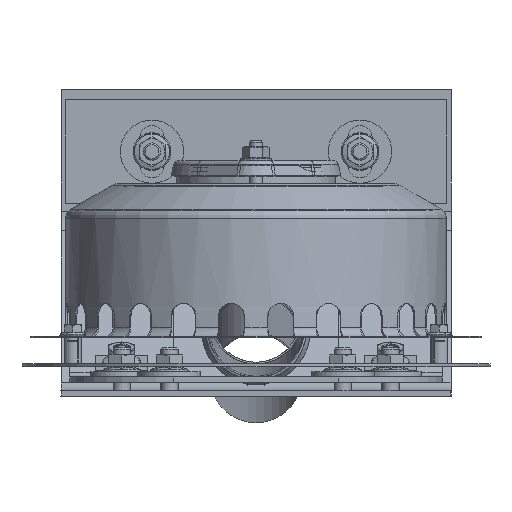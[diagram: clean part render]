
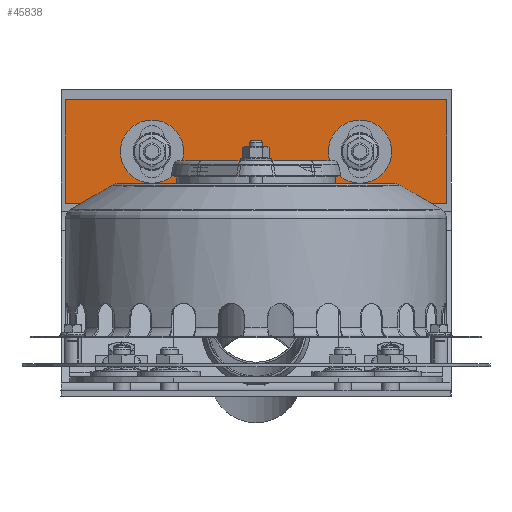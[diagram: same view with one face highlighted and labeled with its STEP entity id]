
A CAD part, left-side view. The second image highlights one B-rep face of the part: STEP entity #45838.
In plain terms, the highlighted planar face has unit normal (-1, 0, 0).
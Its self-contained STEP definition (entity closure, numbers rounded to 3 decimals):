
#815=FACE_BOUND('',#9115,.T.);
#816=FACE_BOUND('',#9116,.T.);
#1879=CIRCLE('',#48782,7.);
#1880=CIRCLE('',#48783,7.);
#1881=CIRCLE('',#48784,7.);
#1882=CIRCLE('',#48785,7.);
#3903=PLANE('',#48781);
#6081=FACE_OUTER_BOUND('',#9114,.T.);
#9114=EDGE_LOOP('',(#42460,#42461,#42462,#42463));
#9115=EDGE_LOOP('',(#42464,#42465,#42466,#42467));
#9116=EDGE_LOOP('',(#42468,#42469,#42470,#42471));
#14216=LINE('',#77397,#19278);
#14217=LINE('',#77399,#19279);
#14218=LINE('',#77401,#19280);
#14219=LINE('',#77402,#19281);
#14220=LINE('',#77405,#19282);
#14221=LINE('',#77409,#19283);
#14222=LINE('',#77413,#19284);
#14223=LINE('',#77417,#19285);
#19278=VECTOR('',#59297,1.);
#19279=VECTOR('',#59298,1.);
#19280=VECTOR('',#59299,1.);
#19281=VECTOR('',#59300,1.);
#19282=VECTOR('',#59301,1.);
#19283=VECTOR('',#59304,1.);
#19284=VECTOR('',#59307,1.);
#19285=VECTOR('',#59310,1.);
#23926=VERTEX_POINT('',#77395);
#23927=VERTEX_POINT('',#77396);
#23928=VERTEX_POINT('',#77398);
#23929=VERTEX_POINT('',#77400);
#23930=VERTEX_POINT('',#77403);
#23931=VERTEX_POINT('',#77404);
#23932=VERTEX_POINT('',#77406);
#23933=VERTEX_POINT('',#77408);
#23934=VERTEX_POINT('',#77411);
#23935=VERTEX_POINT('',#77412);
#23936=VERTEX_POINT('',#77414);
#23937=VERTEX_POINT('',#77416);
#30165=EDGE_CURVE('',#23926,#23927,#14216,.T.);
#30166=EDGE_CURVE('',#23928,#23926,#14217,.T.);
#30167=EDGE_CURVE('',#23929,#23928,#14218,.T.);
#30168=EDGE_CURVE('',#23927,#23929,#14219,.T.);
#30169=EDGE_CURVE('',#23930,#23931,#14220,.T.);
#30170=EDGE_CURVE('',#23932,#23930,#1879,.T.);
#30171=EDGE_CURVE('',#23933,#23932,#14221,.T.);
#30172=EDGE_CURVE('',#23931,#23933,#1880,.T.);
#30173=EDGE_CURVE('',#23934,#23935,#14222,.T.);
#30174=EDGE_CURVE('',#23936,#23934,#1881,.T.);
#30175=EDGE_CURVE('',#23937,#23936,#14223,.T.);
#30176=EDGE_CURVE('',#23935,#23937,#1882,.T.);
#42460=ORIENTED_EDGE('',*,*,#30165,.F.);
#42461=ORIENTED_EDGE('',*,*,#30166,.F.);
#42462=ORIENTED_EDGE('',*,*,#30167,.F.);
#42463=ORIENTED_EDGE('',*,*,#30168,.F.);
#42464=ORIENTED_EDGE('',*,*,#30169,.F.);
#42465=ORIENTED_EDGE('',*,*,#30170,.F.);
#42466=ORIENTED_EDGE('',*,*,#30171,.F.);
#42467=ORIENTED_EDGE('',*,*,#30172,.F.);
#42468=ORIENTED_EDGE('',*,*,#30173,.F.);
#42469=ORIENTED_EDGE('',*,*,#30174,.F.);
#42470=ORIENTED_EDGE('',*,*,#30175,.F.);
#42471=ORIENTED_EDGE('',*,*,#30176,.F.);
#45838=ADVANCED_FACE('',(#6081,#815,#816),#3903,.T.);
#48781=AXIS2_PLACEMENT_3D('',#77394,#59295,#59296);
#48782=AXIS2_PLACEMENT_3D('',#77407,#59302,#59303);
#48783=AXIS2_PLACEMENT_3D('',#77410,#59305,#59306);
#48784=AXIS2_PLACEMENT_3D('',#77415,#59308,#59309);
#48785=AXIS2_PLACEMENT_3D('',#77418,#59311,#59312);
#59295=DIRECTION('center_axis',(-1.,0.,0.));
#59296=DIRECTION('ref_axis',(0.,0.,
-1.));
#59297=DIRECTION('',(0.,0.,-1.));
#59298=DIRECTION('',(0.,-1.,0.));
#59299=DIRECTION('',(0.,0.,1.));
#59300=DIRECTION('',(0.,1.,0.));
#59301=DIRECTION('',(0.,0.,-1.));
#59302=DIRECTION('center_axis',(-1.,0.,0.));
#59303=DIRECTION('ref_axis',(0.,0.,
1.));
#59304=DIRECTION('',(0.,0.,1.));
#59305=DIRECTION('center_axis',(-1.,0.,0.));
#59306=DIRECTION('ref_axis',(0.,0.,
-1.));
#59307=DIRECTION('',(0.,0.,-1.));
#59308=DIRECTION('center_axis',(-1.,0.,0.));
#59309=DIRECTION('ref_axis',(0.,0.,
1.));
#59310=DIRECTION('',(0.,0.,1.));
#59311=DIRECTION('center_axis',(-1.,0.,0.));
#59312=DIRECTION('ref_axis',(0.,0.,
-1.));
#77394=CARTESIAN_POINT('Origin',(2754.29,3243.797,1277.493));
#77395=CARTESIAN_POINT('',(2754.29,3133.797,1307.493));
#77396=CARTESIAN_POINT('',(2754.29,3133.797,1247.493));
#77397=CARTESIAN_POINT('',(2754.29,3133.797,1262.493));
#77398=CARTESIAN_POINT('',(2754.29,3353.797,1307.493));
#77399=CARTESIAN_POINT('',(2754.29,3188.797,1307.493));
#77400=CARTESIAN_POINT('',(2754.29,3353.797,1247.493));
#77401=CARTESIAN_POINT('',(2754.29,3353.797,1292.493));
#77402=CARTESIAN_POINT('',(2754.29,3298.797,1247.493));
#77403=CARTESIAN_POINT('',(2754.29,3190.797,1285.493));
#77404=CARTESIAN_POINT('',(2754.29,3190.797,1269.493));
#77405=CARTESIAN_POINT('',(2754.29,3190.797,1281.493));
#77406=CARTESIAN_POINT('',(2754.29,3176.797,1285.493));
#77407=CARTESIAN_POINT('Origin',(2754.29,3183.797,1285.493));
#77408=CARTESIAN_POINT('',(2754.29,3176.797,1269.493));
#77409=CARTESIAN_POINT('',(2754.29,3176.797,1273.493));
#77410=CARTESIAN_POINT('Origin',(2754.29,3183.797,1269.493));
#77411=CARTESIAN_POINT('',(2754.29,3310.797,1285.493));
#77412=CARTESIAN_POINT('',(2754.29,3310.797,1269.493));
#77413=CARTESIAN_POINT('',(2754.29,3310.797,1281.493));
#77414=CARTESIAN_POINT('',(2754.29,3296.797,1285.493));
#77415=CARTESIAN_POINT('Origin',(2754.29,3303.797,1285.493));
#77416=CARTESIAN_POINT('',(2754.29,3296.797,1269.493));
#77417=CARTESIAN_POINT('',(2754.29,3296.797,1273.493));
#77418=CARTESIAN_POINT('Origin',(2754.29,3303.797,1269.493));
